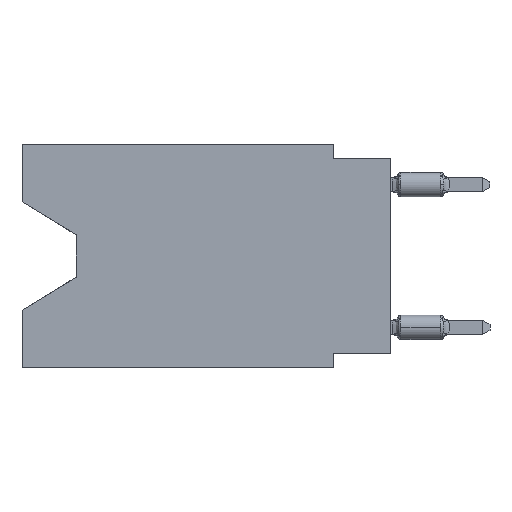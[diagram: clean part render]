
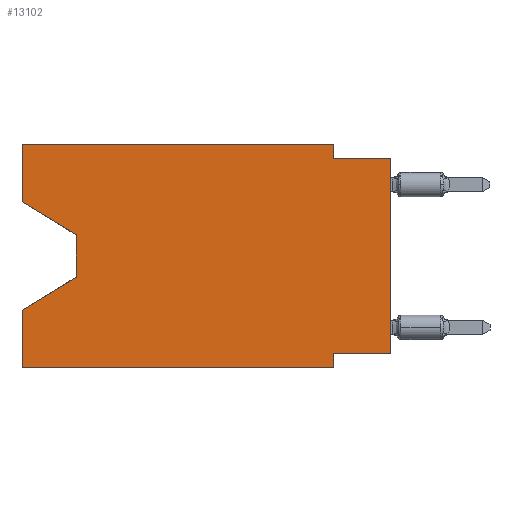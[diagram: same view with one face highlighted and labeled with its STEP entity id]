
A CAD part, left-side view. The second image highlights one B-rep face of the part: STEP entity #13102.
In plain terms, the highlighted planar face has unit normal (-1, 0, 0).
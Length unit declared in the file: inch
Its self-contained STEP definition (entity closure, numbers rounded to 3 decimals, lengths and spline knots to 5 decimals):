
#49 = EDGE_CURVE ( 'NONE', #6494, #15438, #7309, .T. ) ;
#168 = LINE ( 'NONE', #15034, #5284 ) ;
#307 = LINE ( 'NONE', #5192, #7863 ) ;
#339 = CARTESIAN_POINT ( 'NONE',  ( 0., 0.645, 0. ) ) ;
#736 = CARTESIAN_POINT ( 'NONE',  ( 0., 0.645, 0. ) ) ;
#911 = CARTESIAN_POINT ( 'NONE',  ( 0., 0.55, -0.158 ) ) ;
#1579 = DIRECTION ( 'NONE',  ( 0., -0.855, -0.519 ) ) ;
#1588 = EDGE_CURVE ( 'NONE', #1907, #14496, #13158, .T. ) ;
#1801 = EDGE_CURVE ( 'NONE', #15438, #8983, #12659, .T. ) ;
#1907 = VERTEX_POINT ( 'NONE', #14319 ) ;
#2051 = EDGE_CURVE ( 'NONE', #8512, #12493, #3696, .T. ) ;
#2209 = EDGE_CURVE ( 'NONE', #14958, #11928, #168, .T. ) ;
#2345 = FACE_OUTER_BOUND ( 'NONE', #6309, .T. ) ;
#2611 = EDGE_CURVE ( 'NONE', #14985, #2759, #307, .T. ) ;
#2636 = ORIENTED_EDGE ( 'NONE', *, *, #9426, .T. ) ;
#2684 = CARTESIAN_POINT ( 'NONE',  ( 0., 0.645, 0. ) ) ;
#2759 = VERTEX_POINT ( 'NONE', #4464 ) ;
#3029 = VECTOR ( 'NONE', #6955, 39.37008 ) ;
#3159 = VECTOR ( 'NONE', #11811, 39.37008 ) ;
#3284 = DIRECTION ( 'NONE',  ( 0., 0., 1. ) ) ;
#3292 = ORIENTED_EDGE ( 'NONE', *, *, #9906, .T. ) ;
#3357 = LINE ( 'NONE', #14295, #11956 ) ;
#3467 = ORIENTED_EDGE ( 'NONE', *, *, #5323, .F. ) ;
#3507 = ORIENTED_EDGE ( 'NONE', *, *, #7577, .F. ) ;
#3642 = VECTOR ( 'NONE', #9631, 39.37008 ) ;
#3696 = LINE ( 'NONE', #3769, #14416 ) ;
#3769 = CARTESIAN_POINT ( 'NONE',  ( 0., 0., -0.365 ) ) ;
#3775 = ORIENTED_EDGE ( 'NONE', *, *, #2209, .T. ) ;
#4390 = LINE ( 'NONE', #13087, #3029 ) ;
#4464 = CARTESIAN_POINT ( 'NONE',  ( 0., 0.55, -0.158 ) ) ;
#4838 = LINE ( 'NONE', #911, #13641 ) ;
#5053 = DIRECTION ( 'NONE',  ( 0., 0.855, -0.519 ) ) ;
#5192 = CARTESIAN_POINT ( 'NONE',  ( 0., 0.645, -0.10025 ) ) ;
#5222 = CARTESIAN_POINT ( 'NONE',  ( 0., 0.1, -0.39 ) ) ;
#5284 = VECTOR ( 'NONE', #5053, 39.37008 ) ;
#5323 = EDGE_CURVE ( 'NONE', #12776, #6494, #5449, .T. ) ;
#5326 = CARTESIAN_POINT ( 'NONE',  ( 0., 0., -0.365 ) ) ;
#5449 = LINE ( 'NONE', #339, #7242 ) ;
#5787 = DIRECTION ( 'NONE',  ( 0., 0., -1. ) ) ;
#6052 = DIRECTION ( 'NONE',  ( 0., 0., 1. ) ) ;
#6172 = DIRECTION ( 'NONE',  ( 1., 0., 0. ) ) ;
#6309 = EDGE_LOOP ( 'NONE', ( #9705, #3292, #3775, #12236, #6397, #8998, #12486, #2636, #9725, #14417, #3467, #3507 ) ) ;
#6397 = ORIENTED_EDGE ( 'NONE', *, *, #1588, .T. ) ;
#6494 = VERTEX_POINT ( 'NONE', #10643 ) ;
#6902 = EDGE_CURVE ( 'NONE', #12493, #14496, #4390, .T. ) ;
#6943 = EDGE_CURVE ( 'NONE', #1907, #11928, #3357, .T. ) ;
#6955 = DIRECTION ( 'NONE',  ( 0., 0., -1. ) ) ;
#7180 = CARTESIAN_POINT ( 'NONE',  ( 0., 0., 0. ) ) ;
#7242 = VECTOR ( 'NONE', #12955, 39.37008 ) ;
#7309 = LINE ( 'NONE', #13201, #3642 ) ;
#7577 = EDGE_CURVE ( 'NONE', #14985, #12776, #10182, .T. ) ;
#7863 = VECTOR ( 'NONE', #1579, 39.37008 ) ;
#8512 = VERTEX_POINT ( 'NONE', #5326 ) ;
#8530 = VECTOR ( 'NONE', #10118, 39.37008 ) ;
#8691 = VECTOR ( 'NONE', #15049, 39.37008 ) ;
#8807 = VECTOR ( 'NONE', #6052, 39.37008 ) ;
#8983 = VERTEX_POINT ( 'NONE', #10341 ) ;
#8998 = ORIENTED_EDGE ( 'NONE', *, *, #6902, .F. ) ;
#9426 = EDGE_CURVE ( 'NONE', #8512, #8983, #9732, .T. ) ;
#9631 = DIRECTION ( 'NONE',  ( 0., 0., -1. ) ) ;
#9705 = ORIENTED_EDGE ( 'NONE', *, *, #2611, .T. ) ;
#9706 = CARTESIAN_POINT ( 'NONE',  ( 0., 0.645, 0. ) ) ;
#9725 = ORIENTED_EDGE ( 'NONE', *, *, #1801, .F. ) ;
#9732 = LINE ( 'NONE', #7180, #8807 ) ;
#9906 = EDGE_CURVE ( 'NONE', #2759, #14958, #4838, .T. ) ;
#10118 = DIRECTION ( 'NONE',  ( 0., -1., 0. ) ) ;
#10182 = LINE ( 'NONE', #736, #8691 ) ;
#10341 = CARTESIAN_POINT ( 'NONE',  ( 0., 0., -0.025 ) ) ;
#10643 = CARTESIAN_POINT ( 'NONE',  ( 0., 0.1, 0. ) ) ;
#10979 = PLANE ( 'NONE',  #12729 ) ;
#11751 = CARTESIAN_POINT ( 'NONE',  ( 0., 0.55, -0.232 ) ) ;
#11811 = DIRECTION ( 'NONE',  ( 0., -1., 0. ) ) ;
#11928 = VERTEX_POINT ( 'NONE', #13093 ) ;
#11956 = VECTOR ( 'NONE', #3284, 39.37008 ) ;
#12096 = DIRECTION ( 'NONE',  ( 0., 0., -1. ) ) ;
#12236 = ORIENTED_EDGE ( 'NONE', *, *, #6943, .F. ) ;
#12317 = DIRECTION ( 'NONE',  ( 0., 1., 0. ) ) ;
#12486 = ORIENTED_EDGE ( 'NONE', *, *, #2051, .F. ) ;
#12493 = VERTEX_POINT ( 'NONE', #15310 ) ;
#12659 = LINE ( 'NONE', #13928, #8530 ) ;
#12729 = AXIS2_PLACEMENT_3D ( 'NONE', #9706, #6172, #12096 ) ;
#12764 = CARTESIAN_POINT ( 'NONE',  ( 0., 0.1, -0.025 ) ) ;
#12776 = VERTEX_POINT ( 'NONE', #2684 ) ;
#12955 = DIRECTION ( 'NONE',  ( 0., -1., 0. ) ) ;
#13087 = CARTESIAN_POINT ( 'NONE',  ( 0., 0.1, -0.39 ) ) ;
#13093 = CARTESIAN_POINT ( 'NONE',  ( 0., 0.645, -0.28975 ) ) ;
#13102 = ADVANCED_FACE ( 'NONE', ( #2345 ), #10979, .F. ) ;
#13158 = LINE ( 'NONE', #13236, #3159 ) ;
#13201 = CARTESIAN_POINT ( 'NONE',  ( 0., 0.1, 0. ) ) ;
#13236 = CARTESIAN_POINT ( 'NONE',  ( 0., 0.645, -0.39 ) ) ;
#13641 = VECTOR ( 'NONE', #5787, 39.37008 ) ;
#13928 = CARTESIAN_POINT ( 'NONE',  ( 0., 0., -0.025 ) ) ;
#14295 = CARTESIAN_POINT ( 'NONE',  ( 0., 0.645, 0. ) ) ;
#14319 = CARTESIAN_POINT ( 'NONE',  ( 0., 0.645, -0.39 ) ) ;
#14416 = VECTOR ( 'NONE', #12317, 39.37008 ) ;
#14417 = ORIENTED_EDGE ( 'NONE', *, *, #49, .F. ) ;
#14496 = VERTEX_POINT ( 'NONE', #5222 ) ;
#14958 = VERTEX_POINT ( 'NONE', #11751 ) ;
#14985 = VERTEX_POINT ( 'NONE', #15330 ) ;
#15034 = CARTESIAN_POINT ( 'NONE',  ( 0., 0.55, -0.232 ) ) ;
#15049 = DIRECTION ( 'NONE',  ( 0., 0., 1. ) ) ;
#15310 = CARTESIAN_POINT ( 'NONE',  ( 0., 0.1, -0.365 ) ) ;
#15330 = CARTESIAN_POINT ( 'NONE',  ( 0., 0.645, -0.10025 ) ) ;
#15438 = VERTEX_POINT ( 'NONE', #12764 ) ;
